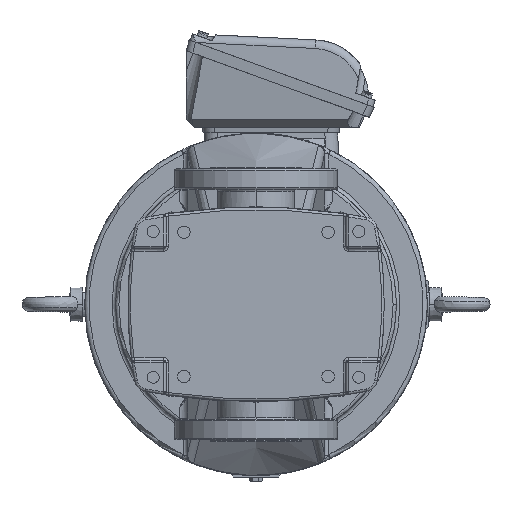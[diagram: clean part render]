
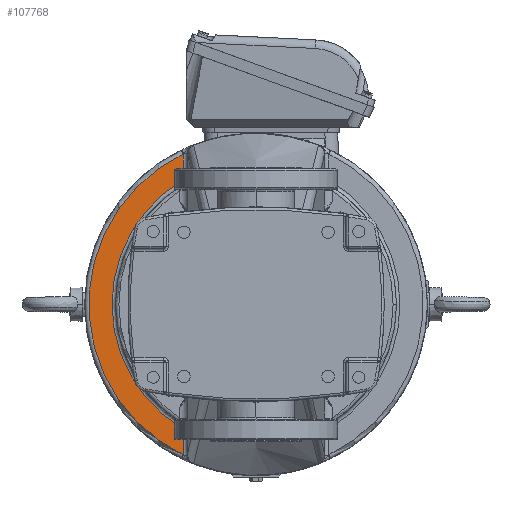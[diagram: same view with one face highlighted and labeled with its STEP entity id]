
A CAD part, front view. The second image highlights one B-rep face of the part: STEP entity #107768.
In plain terms, the highlighted planar face has unit normal (0, -1, 0).
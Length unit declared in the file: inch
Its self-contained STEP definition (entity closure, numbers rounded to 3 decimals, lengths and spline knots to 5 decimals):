
#58 = DIRECTION ( 'NONE',  ( 0., 0., -1. ) ) ;
#344 = VECTOR ( 'NONE', #113624, 39.37008 ) ;
#5125 = LINE ( 'NONE', #113004, #344 ) ;
#8821 = EDGE_CURVE ( 'NONE', #68518, #35463, #28816, .T. ) ;
#10279 = DIRECTION ( 'NONE',  ( 0., 1., 0. ) ) ;
#13014 = EDGE_CURVE ( 'NONE', #54267, #80179, #5125, .T. ) ;
#14279 = EDGE_CURVE ( 'NONE', #68518, #80179, #57995, .T. ) ;
#18184 = PLANE ( 'NONE',  #106084 ) ;
#28359 = DIRECTION ( 'NONE',  ( 0., -1., 0. ) ) ;
#28816 = LINE ( 'NONE', #117976, #67043 ) ;
#34449 = ORIENTED_EDGE ( 'NONE', *, *, #14279, .T. ) ;
#35463 = VERTEX_POINT ( 'NONE', #75129 ) ;
#36859 = CARTESIAN_POINT ( 'NONE',  ( 0.36154, 24.91348, 30.30315 ) ) ;
#40493 = CARTESIAN_POINT ( 'NONE',  ( -5.34359, 24.91348, 33.64961 ) ) ;
#45496 = CARTESIAN_POINT ( 'NONE',  ( 1.56583, 24.91348, 30.30315 ) ) ;
#54267 = VERTEX_POINT ( 'NONE', #36859 ) ;
#57360 = CARTESIAN_POINT ( 'NONE',  ( -5.34359, 24.91348, 33.64961 ) ) ;
#57936 = CARTESIAN_POINT ( 'NONE',  ( -12.25301, 24.91348, 30.30315 ) ) ;
#57995 = CIRCLE ( 'NONE', #123535, 7.67717 ) ;
#58957 = DIRECTION ( 'NONE',  ( 1., 0., 0. ) ) ;
#60532 = DIRECTION ( 'NONE',  ( 0., 0., -1. ) ) ;
#67043 = VECTOR ( 'NONE', #58957, 39.37008 ) ;
#68518 = VERTEX_POINT ( 'NONE', #57936 ) ;
#74357 = EDGE_LOOP ( 'NONE', ( #92184, #110414, #34449, #108037 ) ) ;
#75129 = CARTESIAN_POINT ( 'NONE',  ( -11.04872, 24.91348, 30.30315 ) ) ;
#79046 = CARTESIAN_POINT ( 'NONE',  ( -5.34359, 24.91348, 33.64961 ) ) ;
#80179 = VERTEX_POINT ( 'NONE', #45496 ) ;
#85133 = AXIS2_PLACEMENT_3D ( 'NONE', #40493, #10279, #99537 ) ;
#92184 = ORIENTED_EDGE ( 'NONE', *, *, #104731, .T. ) ;
#96516 = DIRECTION ( 'NONE',  ( 0., -1., 0. ) ) ;
#99537 = DIRECTION ( 'NONE',  ( 0., 0., -1. ) ) ;
#104731 = EDGE_CURVE ( 'NONE', #54267, #35463, #117873, .T. ) ;
#106084 = AXIS2_PLACEMENT_3D ( 'NONE', #57360, #96516, #60532 ) ;
#107768 = ADVANCED_FACE ( 'NONE', ( #115764 ), #18184, .T. ) ;
#108037 = ORIENTED_EDGE ( 'NONE', *, *, #13014, .F. ) ;
#110414 = ORIENTED_EDGE ( 'NONE', *, *, #8821, .F. ) ;
#113004 = CARTESIAN_POINT ( 'NONE',  ( 0.36154, 24.91348, 30.30315 ) ) ;
#113624 = DIRECTION ( 'NONE',  ( 1., 0., 0. ) ) ;
#115764 = FACE_OUTER_BOUND ( 'NONE', #74357, .T. ) ;
#117873 = CIRCLE ( 'NONE', #85133, 6.61417 ) ;
#117976 = CARTESIAN_POINT ( 'NONE',  ( -12.25301, 24.91348, 30.30315 ) ) ;
#123535 = AXIS2_PLACEMENT_3D ( 'NONE', #79046, #28359, #58 ) ;
